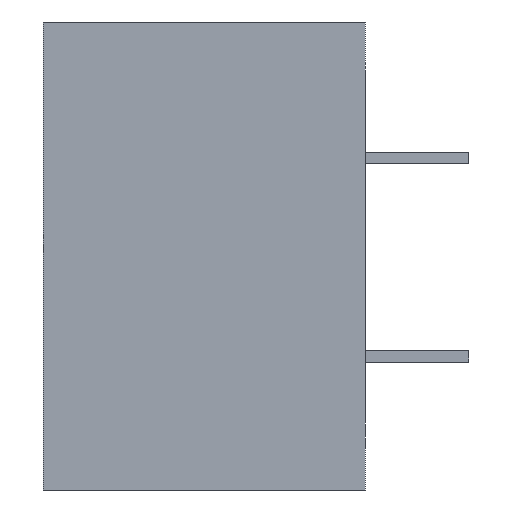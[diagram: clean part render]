
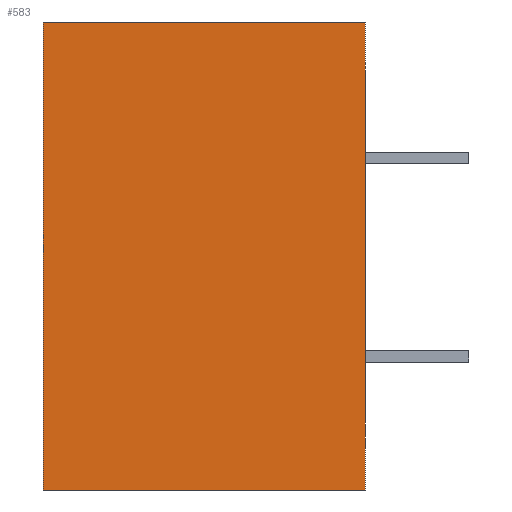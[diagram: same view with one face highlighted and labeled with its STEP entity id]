
A CAD part, left-side view. The second image highlights one B-rep face of the part: STEP entity #583.
In plain terms, the highlighted planar face has unit normal (-1, 0, 0).
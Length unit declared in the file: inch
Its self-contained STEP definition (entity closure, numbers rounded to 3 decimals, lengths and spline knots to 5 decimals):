
#36 = EDGE_LOOP ( 'NONE', ( #129, #124, #122, #125 ) ) ;
#62 = VERTEX_POINT ( 'NONE', #339 ) ;
#76 = VERTEX_POINT ( 'NONE', #319 ) ;
#78 = VERTEX_POINT ( 'NONE', #316 ) ;
#81 = VERTEX_POINT ( 'NONE', #363 ) ;
#122 = ORIENTED_EDGE ( 'NONE', *, *, #655, .F. ) ;
#124 = ORIENTED_EDGE ( 'NONE', *, *, #606, .F. ) ;
#125 = ORIENTED_EDGE ( 'NONE', *, *, #608, .T. ) ;
#129 = ORIENTED_EDGE ( 'NONE', *, *, #631, .T. ) ;
#182 = VECTOR ( 'NONE', #417, 39.37008 ) ;
#186 = VECTOR ( 'NONE', #422, 39.37008 ) ;
#189 = LINE ( 'NONE', #423, #186 ) ;
#195 = LINE ( 'NONE', #449, #182 ) ;
#226 = VECTOR ( 'NONE', #503, 39.37008 ) ;
#230 = LINE ( 'NONE', #507, #234 ) ;
#232 = LINE ( 'NONE', #511, #226 ) ;
#234 = VECTOR ( 'NONE', #506, 39.37008 ) ;
#267 = FACE_OUTER_BOUND ( 'NONE', #36, .T. ) ;
#316 = CARTESIAN_POINT ( 'NONE',  ( -1.07, 0.812, 0.59 ) ) ;
#319 = CARTESIAN_POINT ( 'NONE',  ( -1.07, 0., -0.59 ) ) ;
#339 = CARTESIAN_POINT ( 'NONE',  ( -1.07, 0., 0.59 ) ) ;
#363 = CARTESIAN_POINT ( 'NONE',  ( -1.07, 0.812, -0.59 ) ) ;
#417 = DIRECTION ( 'NONE',  ( 0., 0., 1. ) ) ;
#422 = DIRECTION ( 'NONE',  ( 0., 0., 1. ) ) ;
#423 = CARTESIAN_POINT ( 'NONE',  ( -1.07, 0., 0.59 ) ) ;
#449 = CARTESIAN_POINT ( 'NONE',  ( -1.07, 0.812, 0.59 ) ) ;
#472 = DIRECTION ( 'NONE',  ( 0., 0., -1. ) ) ;
#475 = DIRECTION ( 'NONE',  ( 1., 0., 0. ) ) ;
#482 = PLANE ( 'NONE',  #636 ) ;
#503 = DIRECTION ( 'NONE',  ( 0., -1., 0. ) ) ;
#506 = DIRECTION ( 'NONE',  ( 0., -1., 0. ) ) ;
#507 = CARTESIAN_POINT ( 'NONE',  ( -1.07, 0.812, 0.59 ) ) ;
#510 = CARTESIAN_POINT ( 'NONE',  ( -1.07, 0.812, 0.59 ) ) ;
#511 = CARTESIAN_POINT ( 'NONE',  ( -1.07, 0.812, -0.59 ) ) ;
#583 = ADVANCED_FACE ( 'NONE', ( #267 ), #482, .F. ) ;
#606 = EDGE_CURVE ( 'NONE', #78, #62, #230, .T. ) ;
#608 = EDGE_CURVE ( 'NONE', #81, #76, #232, .T. ) ;
#631 = EDGE_CURVE ( 'NONE', #76, #62, #189, .T. ) ;
#636 = AXIS2_PLACEMENT_3D ( 'NONE', #510, #475, #472 ) ;
#655 = EDGE_CURVE ( 'NONE', #81, #78, #195, .T. ) ;
